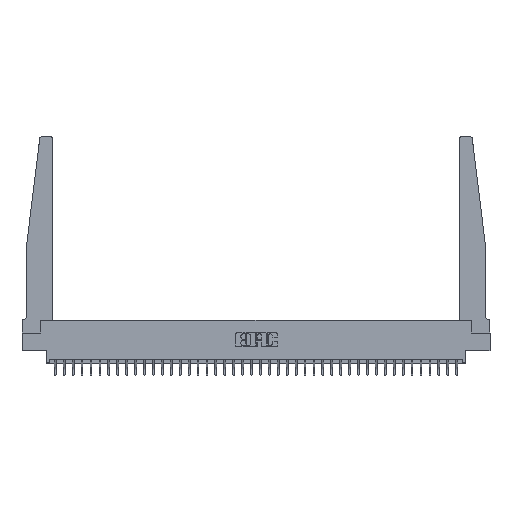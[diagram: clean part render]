
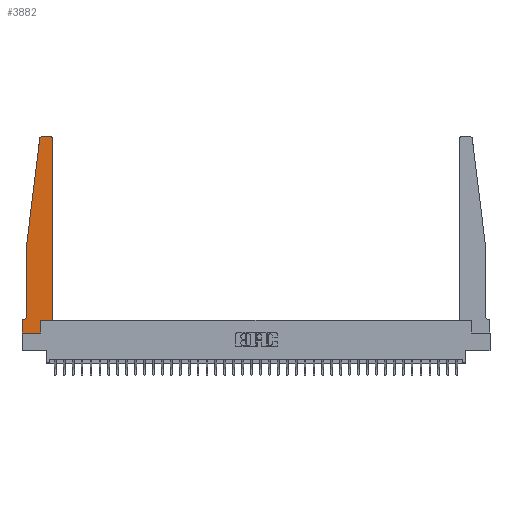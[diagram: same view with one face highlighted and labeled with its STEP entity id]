
A CAD part, top view. The second image highlights one B-rep face of the part: STEP entity #3882.
In plain terms, the highlighted planar face has unit normal (0, 0, 1).
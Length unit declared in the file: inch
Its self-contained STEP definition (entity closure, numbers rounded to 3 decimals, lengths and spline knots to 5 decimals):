
#31 = LINE ( 'NONE', #24185, #9891 ) ;
#64 = DIRECTION ( 'NONE',  ( 0., 0., 1. ) ) ;
#145 = CIRCLE ( 'NONE', #4678, 0.05 ) ;
#352 = DIRECTION ( 'NONE',  ( 0., 1., 0. ) ) ;
#641 = EDGE_CURVE ( 'NONE', #1698, #17574, #31, .T. ) ;
#904 = ORIENTED_EDGE ( 'NONE', *, *, #10169, .T. ) ;
#1314 = ORIENTED_EDGE ( 'NONE', *, *, #641, .T. ) ;
#1448 = DIRECTION ( 'NONE',  ( 1., 0., 0. ) ) ;
#1600 = CARTESIAN_POINT ( 'NONE',  ( 0.2605, 0., 0.37 ) ) ;
#1698 = VERTEX_POINT ( 'NONE', #30936 ) ;
#1973 = DIRECTION ( 'NONE',  ( 0., -1., 0. ) ) ;
#2047 = AXIS2_PLACEMENT_3D ( 'NONE', #32528, #64, #11700 ) ;
#2108 = CARTESIAN_POINT ( 'NONE',  ( 0.425, 2.72, 0.37 ) ) ;
#2490 = VERTEX_POINT ( 'NONE', #5245 ) ;
#2534 = VERTEX_POINT ( 'NONE', #17071 ) ;
#2641 = VERTEX_POINT ( 'NONE', #29837 ) ;
#3363 = CARTESIAN_POINT ( 'NONE',  ( 0.25, 2.75, 0.37 ) ) ;
#3882 = ADVANCED_FACE ( 'NONE', ( #18742 ), #10896, .T. ) ;
#4283 = EDGE_CURVE ( 'NONE', #8932, #2534, #23640, .T. ) ;
#4468 = DIRECTION ( 'NONE',  ( -1., 0., 0. ) ) ;
#4660 = DIRECTION ( 'NONE',  ( -1., 0., 0. ) ) ;
#4678 = AXIS2_PLACEMENT_3D ( 'NONE', #18189, #7131, #4660 ) ;
#4836 = CARTESIAN_POINT ( 'NONE',  ( 0., 0., 0.37 ) ) ;
#4905 = CARTESIAN_POINT ( 'NONE',  ( 0.015, 0.1875, 0.37 ) ) ;
#4976 = DIRECTION ( 'NONE',  ( 1., 0., 0. ) ) ;
#5245 = CARTESIAN_POINT ( 'NONE',  ( 0., 0.1875, 0.37 ) ) ;
#5819 = CARTESIAN_POINT ( 'NONE',  ( 0.24675, 2.72367, 0.37 ) ) ;
#6067 = CARTESIAN_POINT ( 'NONE',  ( 0.065, 1.25, 0.37 ) ) ;
#6722 = ORIENTED_EDGE ( 'NONE', *, *, #14444, .T. ) ;
#6784 = CARTESIAN_POINT ( 'NONE',  ( 0.425, 0.18, 0.37 ) ) ;
#6794 = EDGE_CURVE ( 'NONE', #29772, #29968, #13548, .T. ) ;
#7131 = DIRECTION ( 'NONE',  ( 0., 0., -1. ) ) ;
#7334 = DIRECTION ( 'NONE',  ( -0.122, -0.992, 0. ) ) ;
#8932 = VERTEX_POINT ( 'NONE', #2108 ) ;
#8996 = CIRCLE ( 'NONE', #24906, 0.03 ) ;
#9296 = VECTOR ( 'NONE', #31974, 39.37008 ) ;
#9891 = VECTOR ( 'NONE', #35003, 39.37008 ) ;
#9987 = VECTOR ( 'NONE', #352, 39.37008 ) ;
#10023 = VECTOR ( 'NONE', #24667, 39.37008 ) ;
#10169 = EDGE_CURVE ( 'NONE', #28711, #19263, #145, .T. ) ;
#10804 = VERTEX_POINT ( 'NONE', #16152 ) ;
#10896 = PLANE ( 'NONE',  #2047 ) ;
#11179 = LINE ( 'NONE', #3363, #10023 ) ;
#11700 = DIRECTION ( 'NONE',  ( 1., 0., 0. ) ) ;
#13326 = AXIS2_PLACEMENT_3D ( 'NONE', #29804, #25005, #14177 ) ;
#13529 = EDGE_CURVE ( 'NONE', #10804, #8932, #21509, .T. ) ;
#13548 = LINE ( 'NONE', #31662, #32268 ) ;
#13781 = VERTEX_POINT ( 'NONE', #34780 ) ;
#13980 = ORIENTED_EDGE ( 'NONE', *, *, #13529, .T. ) ;
#14177 = DIRECTION ( 'NONE',  ( 1., 0., 0. ) ) ;
#14444 = EDGE_CURVE ( 'NONE', #2490, #1698, #18366, .T. ) ;
#14460 = ORIENTED_EDGE ( 'NONE', *, *, #28029, .T. ) ;
#14808 = EDGE_CURVE ( 'NONE', #29968, #28711, #30387, .T. ) ;
#14853 = CARTESIAN_POINT ( 'NONE',  ( 0.065, 1.25, 0.37 ) ) ;
#15205 = ORIENTED_EDGE ( 'NONE', *, *, #4283, .T. ) ;
#15810 = ORIENTED_EDGE ( 'NONE', *, *, #20125, .T. ) ;
#16152 = CARTESIAN_POINT ( 'NONE',  ( 0.425, 0.18, 0.37 ) ) ;
#16435 = VECTOR ( 'NONE', #1448, 39.37008 ) ;
#16926 = DIRECTION ( 'NONE',  ( 0., -1., 0. ) ) ;
#17060 = CARTESIAN_POINT ( 'NONE',  ( 0.2605, 0.18, 0.37 ) ) ;
#17071 = CARTESIAN_POINT ( 'NONE',  ( 0.395, 2.75, 0.37 ) ) ;
#17574 = VERTEX_POINT ( 'NONE', #1600 ) ;
#18189 = CARTESIAN_POINT ( 'NONE',  ( 0.015, 0.2375, 0.37 ) ) ;
#18366 = LINE ( 'NONE', #4836, #31739 ) ;
#18596 = CARTESIAN_POINT ( 'NONE',  ( 0.065, 0.2375, 0.37 ) ) ;
#18742 = FACE_OUTER_BOUND ( 'NONE', #20441, .T. ) ;
#19263 = VERTEX_POINT ( 'NONE', #4905 ) ;
#19477 = ORIENTED_EDGE ( 'NONE', *, *, #14808, .T. ) ;
#20125 = EDGE_CURVE ( 'NONE', #19263, #2490, #21344, .T. ) ;
#20441 = EDGE_LOOP ( 'NONE', ( #14460, #33194, #30023, #19477, #904, #15810, #6722, #1314, #24874, #28664, #13980, #15205 ) ) ;
#21344 = LINE ( 'NONE', #26496, #25450 ) ;
#21509 = LINE ( 'NONE', #24529, #9296 ) ;
#21833 = LINE ( 'NONE', #17060, #9987 ) ;
#23638 = CARTESIAN_POINT ( 'NONE',  ( 0.27653, 2.72, 0.37 ) ) ;
#23640 = CIRCLE ( 'NONE', #13326, 0.03 ) ;
#24185 = CARTESIAN_POINT ( 'NONE',  ( 0., 0., 0.37 ) ) ;
#24529 = CARTESIAN_POINT ( 'NONE',  ( 0.425, 0.18, 0.37 ) ) ;
#24667 = DIRECTION ( 'NONE',  ( -1., 0., 0. ) ) ;
#24874 = ORIENTED_EDGE ( 'NONE', *, *, #28021, .T. ) ;
#24906 = AXIS2_PLACEMENT_3D ( 'NONE', #23638, #29314, #4976 ) ;
#25005 = DIRECTION ( 'NONE',  ( 0., 0., 1. ) ) ;
#25450 = VECTOR ( 'NONE', #4468, 39.37008 ) ;
#25495 = VECTOR ( 'NONE', #16926, 39.37008 ) ;
#26305 = EDGE_CURVE ( 'NONE', #13781, #10804, #34138, .T. ) ;
#26496 = CARTESIAN_POINT ( 'NONE',  ( 0.065, 0.1875, 0.37 ) ) ;
#26959 = EDGE_CURVE ( 'NONE', #2641, #29772, #8996, .T. ) ;
#28021 = EDGE_CURVE ( 'NONE', #17574, #13781, #21833, .T. ) ;
#28029 = EDGE_CURVE ( 'NONE', #2534, #2641, #11179, .T. ) ;
#28664 = ORIENTED_EDGE ( 'NONE', *, *, #26305, .T. ) ;
#28711 = VERTEX_POINT ( 'NONE', #18596 ) ;
#29314 = DIRECTION ( 'NONE',  ( 0., 0., 1. ) ) ;
#29772 = VERTEX_POINT ( 'NONE', #5819 ) ;
#29804 = CARTESIAN_POINT ( 'NONE',  ( 0.395, 2.72, 0.37 ) ) ;
#29837 = CARTESIAN_POINT ( 'NONE',  ( 0.27653, 2.75, 0.37 ) ) ;
#29968 = VERTEX_POINT ( 'NONE', #14853 ) ;
#30023 = ORIENTED_EDGE ( 'NONE', *, *, #6794, .T. ) ;
#30387 = LINE ( 'NONE', #6067, #25495 ) ;
#30936 = CARTESIAN_POINT ( 'NONE',  ( 0., 0., 0.37 ) ) ;
#31662 = CARTESIAN_POINT ( 'NONE',  ( 0.065, 1.25, 0.37 ) ) ;
#31739 = VECTOR ( 'NONE', #1973, 39.37008 ) ;
#31974 = DIRECTION ( 'NONE',  ( 0., 1., 0. ) ) ;
#32268 = VECTOR ( 'NONE', #7334, 39.37008 ) ;
#32528 = CARTESIAN_POINT ( 'NONE',  ( 0., 0.1875, 0.37 ) ) ;
#33194 = ORIENTED_EDGE ( 'NONE', *, *, #26959, .T. ) ;
#34138 = LINE ( 'NONE', #6784, #16435 ) ;
#34780 = CARTESIAN_POINT ( 'NONE',  ( 0.2605, 0.18, 0.37 ) ) ;
#35003 = DIRECTION ( 'NONE',  ( 1., 0., 0. ) ) ;
